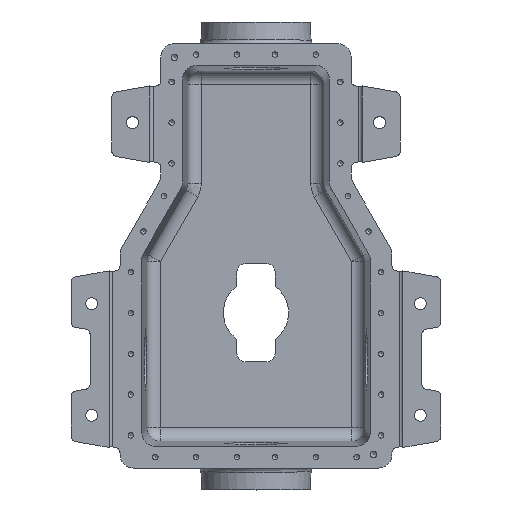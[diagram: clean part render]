
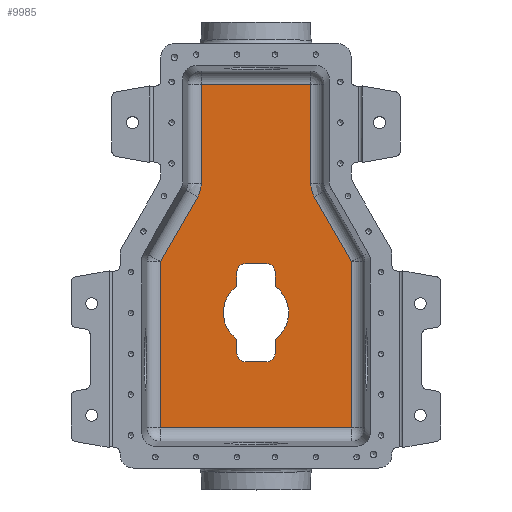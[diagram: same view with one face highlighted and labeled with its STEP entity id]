
A CAD part, top view. The second image highlights one B-rep face of the part: STEP entity #9985.
In plain terms, the highlighted planar face has unit normal (0, 0, 1).
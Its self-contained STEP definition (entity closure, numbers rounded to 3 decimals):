
#3600=CARTESIAN_POINT('',(35.,237.266,-290.));
#3601=VERTEX_POINT('',#3600);
#3618=CARTESIAN_POINT('',(35.,211.,-290.));
#3619=VERTEX_POINT('',#3618);
#3626=CARTESIAN_POINT('',(35.,237.266,-290.));
#3627=DIRECTION('',(0.,-1.,0.));
#3628=VECTOR('',#3627,26.266);
#3629=LINE('',#3626,#3628);
#3630=EDGE_CURVE('',#3601,#3619,#3629,.T.);
#3726=CARTESIAN_POINT('',(-100.706,523.487,-290.));
#3727=VERTEX_POINT('',#3726);
#3735=CARTESIAN_POINT('',(-100.706,705.706,-290.));
#3736=VERTEX_POINT('',#3735);
#3737=CARTESIAN_POINT('',(-100.706,705.706,-290.));
#3738=DIRECTION('',(0.,-1.,0.));
#3739=VECTOR('',#3738,182.22);
#3740=LINE('',#3737,#3739);
#3741=EDGE_CURVE('',#3736,#3727,#3740,.T.);
#3766=CARTESIAN_POINT('',(20.,196.,-290.));
#3767=VERTEX_POINT('',#3766);
#3784=CARTESIAN_POINT('',(-20.,196.,-290.));
#3785=VERTEX_POINT('',#3784);
#3792=CARTESIAN_POINT('',(20.,196.,-290.));
#3793=DIRECTION('',(-1.,0.,0.));
#3794=VECTOR('',#3793,40.);
#3795=LINE('',#3792,#3794);
#3796=EDGE_CURVE('',#3767,#3785,#3795,.T.);
#3857=CARTESIAN_POINT('',(-175.706,380.106,-290.));
#3858=VERTEX_POINT('',#3857);
#3876=CARTESIAN_POINT('',(-175.706,74.294,-290.));
#3877=VERTEX_POINT('',#3876);
#3885=CARTESIAN_POINT('',(-175.706,380.106,-290.));
#3886=DIRECTION('',(0.,-1.,0.));
#3887=VECTOR('',#3886,305.812);
#3888=LINE('',#3885,#3887);
#3889=EDGE_CURVE('',#3858,#3877,#3888,.T.);
#3925=CARTESIAN_POINT('',(20.,376.,-290.));
#3926=VERTEX_POINT('',#3925);
#3944=CARTESIAN_POINT('',(35.,361.,-290.));
#3945=VERTEX_POINT('',#3944);
#3952=CARTESIAN_POINT('',(20.,361.,-290.));
#3953=DIRECTION('',(0.,0.,-1.));
#3954=DIRECTION('',(0.,1.,0.));
#3955=AXIS2_PLACEMENT_3D('',#3952,#3953,#3954);
#3956=CIRCLE('',#3955,15.);
#3957=EDGE_CURVE('',#3926,#3945,#3956,.T.);
#3967=CARTESIAN_POINT('',(-35.,361.,-290.));
#3968=VERTEX_POINT('',#3967);
#3986=CARTESIAN_POINT('',(-20.,376.,-290.));
#3987=VERTEX_POINT('',#3986);
#3994=CARTESIAN_POINT('',(-20.,361.,-290.));
#3995=DIRECTION('',(0.,0.,-1.));
#3996=DIRECTION('',(-1.,0.,0.));
#3997=AXIS2_PLACEMENT_3D('',#3994,#3995,#3996);
#3998=CIRCLE('',#3997,15.);
#3999=EDGE_CURVE('',#3968,#3987,#3998,.T.);
#4042=CARTESIAN_POINT('',(-35.,334.734,-290.));
#4043=VERTEX_POINT('',#4042);
#4059=CARTESIAN_POINT('',(-35.,334.734,-290.));
#4060=DIRECTION('',(-0.,1.,0.));
#4061=VECTOR('',#4060,26.266);
#4062=LINE('',#4059,#4061);
#4063=EDGE_CURVE('',#4043,#3968,#4062,.T.);
#4191=CARTESIAN_POINT('',(-107.393,498.516,-290.));
#4192=VERTEX_POINT('',#4191);
#4200=CARTESIAN_POINT('',(-150.737,523.503,-290.));
#4201=DIRECTION('',(0.,0.,1.));
#4202=DIRECTION('',(-0.966,0.259,0.));
#4203=AXIS2_PLACEMENT_3D('',#4200,#4201,#4202);
#4204=ELLIPSE('',#4203,50.033,50.);
#4205=EDGE_CURVE('',#4192,#3727,#4204,.T.);
#4278=CARTESIAN_POINT('',(175.706,74.294,-290.));
#4279=VERTEX_POINT('',#4278);
#4461=CARTESIAN_POINT('',(-107.393,498.516,-290.));
#4462=DIRECTION('',(-0.5,-0.866,0.));
#4463=VECTOR('',#4462,136.703);
#4464=LINE('',#4461,#4463);
#4465=EDGE_CURVE('',#4192,#3858,#4464,.T.);
#4507=CARTESIAN_POINT('',(-35.,211.,-290.));
#4508=VERTEX_POINT('',#4507);
#4525=CARTESIAN_POINT('',(-35.,237.266,-290.));
#4526=VERTEX_POINT('',#4525);
#4533=CARTESIAN_POINT('',(-35.,211.,-290.));
#4534=DIRECTION('',(-0.,1.,0.));
#4535=VECTOR('',#4534,26.266);
#4536=LINE('',#4533,#4535);
#4537=EDGE_CURVE('',#4508,#4526,#4536,.T.);
#4700=CARTESIAN_POINT('',(20.,211.,-290.));
#4701=DIRECTION('',(0.,0.,-1.));
#4702=DIRECTION('',(1.,0.,0.));
#4703=AXIS2_PLACEMENT_3D('',#4700,#4701,#4702);
#4704=CIRCLE('',#4703,15.);
#4705=EDGE_CURVE('',#3619,#3767,#4704,.T.);
#4737=CARTESIAN_POINT('',(35.,334.734,-290.));
#4738=VERTEX_POINT('',#4737);
#4755=CARTESIAN_POINT('',(0.,286.,-290.));
#4756=DIRECTION('',(0.,0.,-1.));
#4757=DIRECTION('',(0.583,0.812,0.));
#4758=AXIS2_PLACEMENT_3D('',#4755,#4756,#4757);
#4759=CIRCLE('',#4758,60.);
#4760=EDGE_CURVE('',#4738,#3601,#4759,.T.);
#4800=CARTESIAN_POINT('',(-175.706,74.294,-290.));
#4801=DIRECTION('',(1.,0.,0.));
#4802=VECTOR('',#4801,351.413);
#4803=LINE('',#4800,#4802);
#4804=EDGE_CURVE('',#3877,#4279,#4803,.T.);
#4816=CARTESIAN_POINT('',(-60.,286.,-290.));
#4817=VERTEX_POINT('',#4816);
#4832=CARTESIAN_POINT('',(0.,286.,-290.));
#4833=DIRECTION('',(-0.,0.,-1.));
#4834=DIRECTION('',(-0.583,-0.812,0.));
#4835=AXIS2_PLACEMENT_3D('',#4832,#4833,#4834);
#4836=CIRCLE('',#4835,60.);
#4837=EDGE_CURVE('',#4817,#4043,#4836,.T.);
#4855=CARTESIAN_POINT('',(-20.,376.,-290.));
#4856=DIRECTION('',(1.,0.,0.));
#4857=VECTOR('',#4856,40.);
#4858=LINE('',#4855,#4857);
#4859=EDGE_CURVE('',#3987,#3926,#4858,.T.);
#4894=CARTESIAN_POINT('',(35.,361.,-290.));
#4895=DIRECTION('',(-0.,-1.,0.));
#4896=VECTOR('',#4895,26.266);
#4897=LINE('',#4894,#4896);
#4898=EDGE_CURVE('',#3945,#4738,#4897,.T.);
#4909=CARTESIAN_POINT('',(100.706,705.706,-290.));
#4910=VERTEX_POINT('',#4909);
#4911=CARTESIAN_POINT('',(100.706,705.706,-290.));
#4912=DIRECTION('',(-1.,0.,0.));
#4913=VECTOR('',#4912,201.413);
#4914=LINE('',#4911,#4913);
#4915=EDGE_CURVE('',#4910,#3736,#4914,.T.);
#4994=CARTESIAN_POINT('',(175.706,380.106,-290.));
#4995=VERTEX_POINT('',#4994);
#5003=CARTESIAN_POINT('',(175.706,74.294,-290.));
#5004=DIRECTION('',(-0.,1.,0.));
#5005=VECTOR('',#5004,305.812);
#5006=LINE('',#5003,#5005);
#5007=EDGE_CURVE('',#4279,#4995,#5006,.T.);
#5018=CARTESIAN_POINT('',(100.706,523.487,-290.));
#5019=VERTEX_POINT('',#5018);
#5020=CARTESIAN_POINT('',(100.706,523.487,-290.));
#5021=DIRECTION('',(-0.,1.,0.));
#5022=VECTOR('',#5021,182.22);
#5023=LINE('',#5020,#5022);
#5024=EDGE_CURVE('',#5019,#4910,#5023,.T.);
#5125=CARTESIAN_POINT('',(-20.,211.,-290.));
#5126=DIRECTION('',(0.,0.,-1.));
#5127=DIRECTION('',(0.,-1.,0.));
#5128=AXIS2_PLACEMENT_3D('',#5125,#5126,#5127);
#5129=CIRCLE('',#5128,15.);
#5130=EDGE_CURVE('',#3785,#4508,#5129,.T.);
#9934=CARTESIAN_POINT('',(0.,0.,-290.));
#9935=DIRECTION('',(0.,0.,-1.));
#9936=DIRECTION('',(-1.,0.,0.));
#9937=AXIS2_PLACEMENT_3D('',#9934,#9935,#9936);
#9938=PLANE('',#9937);
#9939=ORIENTED_EDGE('',*,*,#4804,.T.);
#9940=ORIENTED_EDGE('',*,*,#5007,.T.);
#9941=CARTESIAN_POINT('',(107.393,498.516,-290.));
#9942=VERTEX_POINT('',#9941);
#9943=CARTESIAN_POINT('',(175.706,380.106,-290.));
#9944=DIRECTION('',(-0.5,0.866,0.));
#9945=VECTOR('',#9944,136.703);
#9946=LINE('',#9943,#9945);
#9947=EDGE_CURVE('',#4995,#9942,#9946,.T.);
#9948=ORIENTED_EDGE('',*,*,#9947,.T.);
#9949=CARTESIAN_POINT('',(150.737,523.503,-290.));
#9950=DIRECTION('',(0.,-0.,1.));
#9951=DIRECTION('',(0.966,0.259,0.));
#9952=AXIS2_PLACEMENT_3D('',#9949,#9950,#9951);
#9953=ELLIPSE('',#9952,50.033,50.);
#9954=EDGE_CURVE('',#5019,#9942,#9953,.T.);
#9955=ORIENTED_EDGE('',*,*,#9954,.F.);
#9956=ORIENTED_EDGE('',*,*,#5024,.T.);
#9957=ORIENTED_EDGE('',*,*,#4915,.T.);
#9958=ORIENTED_EDGE('',*,*,#3741,.T.);
#9959=ORIENTED_EDGE('',*,*,#4205,.F.);
#9960=ORIENTED_EDGE('',*,*,#4465,.T.);
#9961=ORIENTED_EDGE('',*,*,#3889,.T.);
#9962=EDGE_LOOP('',(#9939,#9940,#9948,#9955,#9956,#9957,#9958,#9959,#9960,#9961));
#9963=FACE_BOUND('',#9962,.T.);
#9964=ORIENTED_EDGE('',*,*,#4898,.T.);
#9965=ORIENTED_EDGE('',*,*,#4760,.T.);
#9966=ORIENTED_EDGE('',*,*,#3630,.T.);
#9967=ORIENTED_EDGE('',*,*,#4705,.T.);
#9968=ORIENTED_EDGE('',*,*,#3796,.T.);
#9969=ORIENTED_EDGE('',*,*,#5130,.T.);
#9970=ORIENTED_EDGE('',*,*,#4537,.T.);
#9971=CARTESIAN_POINT('',(0.,286.,-290.));
#9972=DIRECTION('',(-0.,0.,-1.));
#9973=DIRECTION('',(-0.583,-0.812,0.));
#9974=AXIS2_PLACEMENT_3D('',#9971,#9972,#9973);
#9975=CIRCLE('',#9974,60.);
#9976=EDGE_CURVE('',#4526,#4817,#9975,.T.);
#9977=ORIENTED_EDGE('',*,*,#9976,.T.);
#9978=ORIENTED_EDGE('',*,*,#4837,.T.);
#9979=ORIENTED_EDGE('',*,*,#4063,.T.);
#9980=ORIENTED_EDGE('',*,*,#3999,.T.);
#9981=ORIENTED_EDGE('',*,*,#4859,.T.);
#9982=ORIENTED_EDGE('',*,*,#3957,.T.);
#9983=EDGE_LOOP('',(#9964,#9965,#9966,#9967,#9968,#9969,#9970,#9977,#9978,#9979,#9980,#9981,#9982));
#9984=FACE_BOUND('',#9983,.T.);
#9985=ADVANCED_FACE('',(#9963,#9984),#9938,.F.);
